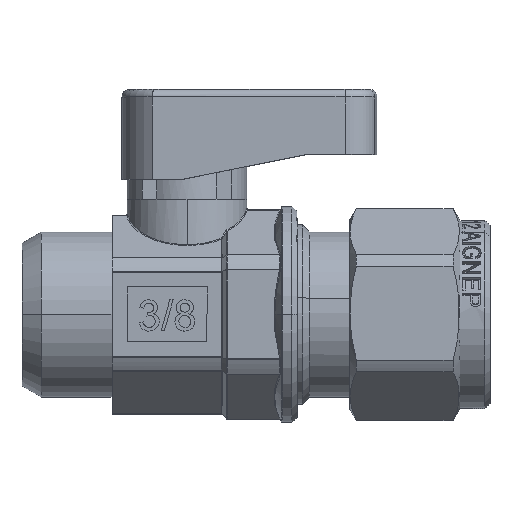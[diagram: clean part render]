
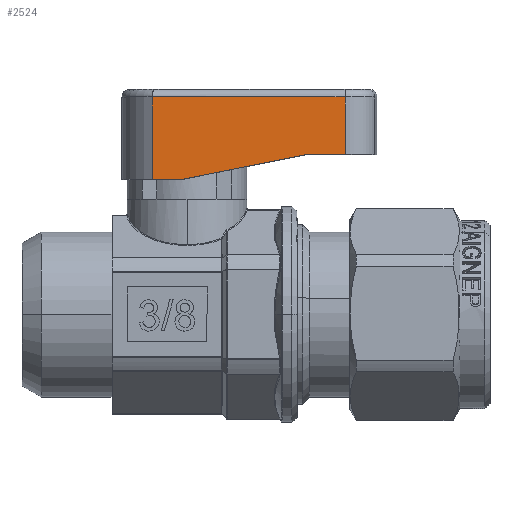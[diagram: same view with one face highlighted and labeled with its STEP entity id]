
A CAD part, top view. The second image highlights one B-rep face of the part: STEP entity #2524.
In plain terms, the highlighted planar face has unit normal (0, 0, 1).
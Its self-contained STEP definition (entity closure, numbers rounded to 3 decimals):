
#2524 = ADVANCED_FACE ( 'NONE', ( #34090 ), #35894, .T. ) ;
#7922 = AXIS2_PLACEMENT_3D ( 'NONE', #35892, #35896, #35897 ) ;
#10110 = VERTEX_POINT ( 'NONE', #46153 ) ;
#10111 = VERTEX_POINT ( 'NONE', #46154 ) ;
#10112 = VERTEX_POINT ( 'NONE', #46155 ) ;
#10113 = VERTEX_POINT ( 'NONE', #46156 ) ;
#10115 = VERTEX_POINT ( 'NONE', #46158 ) ;
#10116 = VERTEX_POINT ( 'NONE', #46159 ) ;
#11591 = ORIENTED_EDGE ( 'NONE', *, *, #45330, .T. ) ;
#11592 = ORIENTED_EDGE ( 'NONE', *, *, #45334, .T. ) ;
#11593 = ORIENTED_EDGE ( 'NONE', *, *, #45337, .F. ) ;
#11594 = ORIENTED_EDGE ( 'NONE', *, *, #45339, .T. ) ;
#11595 = ORIENTED_EDGE ( 'NONE', *, *, #45341, .T. ) ;
#11596 = ORIENTED_EDGE ( 'NONE', *, *, #45344, .T. ) ;
#12692 = CARTESIAN_POINT ( 'NONE',  ( 15.803, 13.5, 5.5 ) ) ;
#12693 = DIRECTION ( 'NONE',  ( 0., 1., 0. ) ) ;
#12697 = DIRECTION ( 'NONE',  ( -1., 0., 0. ) ) ;
#12701 = CARTESIAN_POINT ( 'NONE',  ( -3.464, 21.75, 5.5 ) ) ;
#12702 = CARTESIAN_POINT ( 'NONE',  ( -3.464, 13.5, 5.5 ) ) ;
#12706 = CARTESIAN_POINT ( 'NONE',  ( -3.464, 13.5, 5.5 ) ) ;
#12707 = DIRECTION ( 'NONE',  ( 0., 1., 0. ) ) ;
#12708 = DIRECTION ( 'NONE',  ( 1., 0., 0. ) ) ;
#12709 = CARTESIAN_POINT ( 'NONE',  ( 12., 16., 5.5 ) ) ;
#12710 = DIRECTION ( 'NONE',  ( 0.981, 0.196, 0. ) ) ;
#12711 = CARTESIAN_POINT ( 'NONE',  ( 19., 16., 5.5 ) ) ;
#12712 = DIRECTION ( 'NONE',  ( 1., 0., 0. ) ) ;
#30047 = LINE ( 'NONE', #12692, #30049 ) ;
#30048 = LINE ( 'NONE', #12702, #30056 ) ;
#30049 = VECTOR ( 'NONE', #12693, 1000. ) ;
#30050 = LINE ( 'NONE', #12701, #30052 ) ;
#30051 = LINE ( 'NONE', #12706, #30054 ) ;
#30052 = VECTOR ( 'NONE', #12697, 1000. ) ;
#30054 = VECTOR ( 'NONE', #12707, 1000. ) ;
#30055 = LINE ( 'NONE', #12709, #30058 ) ;
#30056 = VECTOR ( 'NONE', #12708, 1000. ) ;
#30057 = LINE ( 'NONE', #12711, #30060 ) ;
#30058 = VECTOR ( 'NONE', #12710, 1000. ) ;
#30060 = VECTOR ( 'NONE', #12712, 1000. ) ;
#34090 = FACE_OUTER_BOUND ( 'NONE', #44627, .T. ) ;
#35892 = CARTESIAN_POINT ( 'NONE',  ( -3.464, 13.5, 5.5 ) ) ;
#35894 = PLANE ( 'NONE',  #7922 ) ;
#35896 = DIRECTION ( 'NONE',  ( 0., 0., 1. ) ) ;
#35897 = DIRECTION ( 'NONE',  ( 1., 0., 0. ) ) ;
#44627 = EDGE_LOOP ( 'NONE', ( #11591, #11592, #11593, #11594, #11595, #11596 ) ) ;
#45330 = EDGE_CURVE ( 'NONE', #10111, #10110, #30047, .T. ) ;
#45334 = EDGE_CURVE ( 'NONE', #10110, #10112, #30050, .T. ) ;
#45337 = EDGE_CURVE ( 'NONE', #10113, #10112, #30051, .T. ) ;
#45339 = EDGE_CURVE ( 'NONE', #10113, #10115, #30048, .T. ) ;
#45341 = EDGE_CURVE ( 'NONE', #10115, #10116, #30055, .T. ) ;
#45344 = EDGE_CURVE ( 'NONE', #10116, #10111, #30057, .T. ) ;
#46153 = CARTESIAN_POINT ( 'NONE',  ( 15.803, 21.75, 5.5 ) ) ;
#46154 = CARTESIAN_POINT ( 'NONE',  ( 15.803, 16., 5.5 ) ) ;
#46155 = CARTESIAN_POINT ( 'NONE',  ( -3.464, 21.75, 5.5 ) ) ;
#46156 = CARTESIAN_POINT ( 'NONE',  ( -3.464, 13.5, 5.5 ) ) ;
#46158 = CARTESIAN_POINT ( 'NONE',  ( -0.5, 13.5, 5.5 ) ) ;
#46159 = CARTESIAN_POINT ( 'NONE',  ( 12., 16., 5.5 ) ) ;
